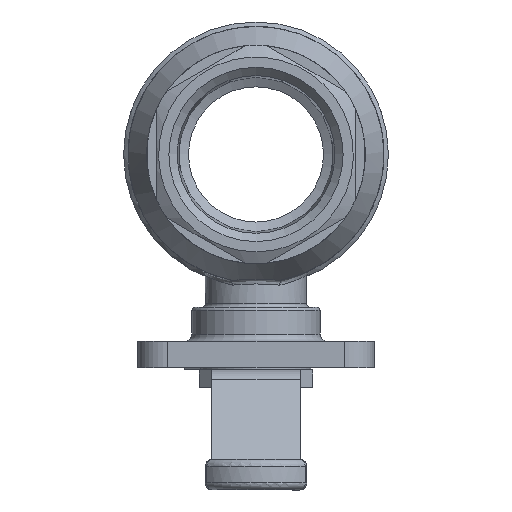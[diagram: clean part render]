
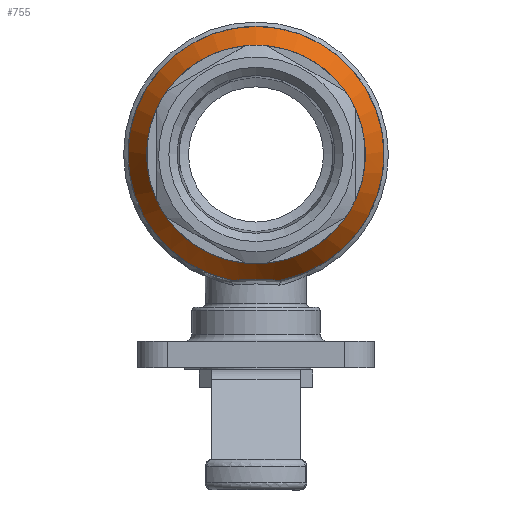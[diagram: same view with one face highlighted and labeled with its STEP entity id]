
A CAD part, left-side view. The second image highlights one B-rep face of the part: STEP entity #755.
In plain terms, the highlighted conical face has half-angle 30 degrees and reference radius 30.75 mm.
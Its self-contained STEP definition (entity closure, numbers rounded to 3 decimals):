
#755=ADVANCED_FACE('',(#1599,#1600),#1601,.T.);
#1599=FACE_OUTER_BOUND('',#2994,.T.);
#1600=FACE_BOUND('',#2995,.T.);
#1601=CONICAL_SURFACE('',#2996,30.75,0.524);
#2994=EDGE_LOOP('',(#4993,#4994,#4995,#4996));
#2995=EDGE_LOOP('',(#4997));
#2996=AXIS2_PLACEMENT_3D('',#4998,#4999,#5000);
#4993=ORIENTED_EDGE('',*,*,#7820,.T.);
#4994=ORIENTED_EDGE('',*,*,#7818,.T.);
#4995=ORIENTED_EDGE('',*,*,#7821,.T.);
#4996=ORIENTED_EDGE('',*,*,#7822,.F.);
#4997=ORIENTED_EDGE('',*,*,#7823,.T.);
#4998=CARTESIAN_POINT('',(-22.593,0.0,0.0));
#4999=DIRECTION('',(1.0,-0.0,0.0));
#5000=DIRECTION('',(0.0,0.0,-1.0));
#7818=EDGE_CURVE('',#8950,#8952,#8954,.T.);
#7820=EDGE_CURVE('',#8956,#8950,#8957,.T.);
#7821=EDGE_CURVE('',#8952,#8958,#8959,.F.);
#7822=EDGE_CURVE('',#8956,#8958,#8960,.T.);
#7823=EDGE_CURVE('',#8961,#8961,#8962,.T.);
#8950=VERTEX_POINT('',#10753);
#8952=VERTEX_POINT('',#10762);
#8954=B_SPLINE_CURVE_WITH_KNOTS('',3,(#10771,#10772,#10773,#10774,#10775,#10776,#10777,#10778,#10779,#10780,#10781,#10782,#10783,#10784),.UNSPECIFIED.,.F.,.F.,(4,2,2,2,2,2,4),(0.0,0.004,0.006,0.007,0.011,0.013,0.015),.UNSPECIFIED.);
#8956=VERTEX_POINT('',#10786);
#8957=B_SPLINE_CURVE_WITH_KNOTS('',3,(#10787,#10788,#10789,#10790,#10791,#10792,#10793,#10794),.UNSPECIFIED.,.F.,.F.,(4,2,2,4),(0.,0.,0.001,0.001),.UNSPECIFIED.);
#8958=VERTEX_POINT('',#10795);
#8959=B_SPLINE_CURVE_WITH_KNOTS('',3,(#10796,#10797,#10798,#10799,#10800,#10801,#10802,#10803),.UNSPECIFIED.,.F.,.F.,(4,2,2,4),(0.,0.,0.001,0.001),.UNSPECIFIED.);
#8960=CIRCLE('',#10804,36.0);
#8961=VERTEX_POINT('',#10805);
#8962=CIRCLE('',#10806,30.75);
#10753=CARTESIAN_POINT('',(-13.237,-6.99,35.47));
#10762=CARTESIAN_POINT('',(-13.237,6.99,35.47));
#10771=CARTESIAN_POINT('',(-13.237,-6.99,35.47));
#10772=CARTESIAN_POINT('',(-13.812,-5.916,35.343));
#10773=CARTESIAN_POINT('',(-14.249,-4.792,35.263));
#10774=CARTESIAN_POINT('',(-14.696,-3.033,35.184));
#10775=CARTESIAN_POINT('',(-14.81,-2.432,35.165));
#10776=CARTESIAN_POINT('',(-14.962,-1.219,35.14));
#10777=CARTESIAN_POINT('',(-15.,-0.608,35.134));
#10778=CARTESIAN_POINT('',(-15.,1.225,35.134));
#10779=CARTESIAN_POINT('',(-14.849,2.422,35.157));
#10780=CARTESIAN_POINT('',(-14.405,4.181,35.235));
#10781=CARTESIAN_POINT('',(-14.219,4.765,35.269));
#10782=CARTESIAN_POINT('',(-13.778,5.9,35.355));
#10783=CARTESIAN_POINT('',(-13.524,6.453,35.407));
#10784=CARTESIAN_POINT('',(-13.237,6.99,35.47));
#10786=CARTESIAN_POINT('',(-13.5,-7.788,35.148));
#10787=CARTESIAN_POINT('',(-13.5,-7.788,35.148));
#10788=CARTESIAN_POINT('',(-13.5,-7.635,35.181));
#10789=CARTESIAN_POINT('',(-13.49,-7.482,35.22));
#10790=CARTESIAN_POINT('',(-13.438,-7.267,35.296));
#10791=CARTESIAN_POINT('',(-13.414,-7.197,35.324));
#10792=CARTESIAN_POINT('',(-13.344,-7.073,35.39));
#10793=CARTESIAN_POINT('',(-13.297,-7.02,35.428));
#10794=CARTESIAN_POINT('',(-13.237,-6.99,35.47));
#10795=CARTESIAN_POINT('',(-13.5,7.788,35.148));
#10796=CARTESIAN_POINT('',(-13.5,7.788,35.148));
#10797=CARTESIAN_POINT('',(-13.5,7.635,35.181));
#10798=CARTESIAN_POINT('',(-13.49,7.482,35.22));
#10799=CARTESIAN_POINT('',(-13.438,7.267,35.296));
#10800=CARTESIAN_POINT('',(-13.414,7.197,35.324));
#10801=CARTESIAN_POINT('',(-13.344,7.073,35.39));
#10802=CARTESIAN_POINT('',(-13.297,7.02,35.428));
#10803=CARTESIAN_POINT('',(-13.237,6.99,35.47));
#10804=AXIS2_PLACEMENT_3D('',#13613,#13614,#13615);
#10805=CARTESIAN_POINT('',(-22.593,0.0,-30.75));
#10806=AXIS2_PLACEMENT_3D('',#13616,#13617,#13618);
#13613=CARTESIAN_POINT('',(-13.5,0.0,0.0));
#13614=DIRECTION('',(1.0,0.0,0.0));
#13615=DIRECTION('',(0.0,0.0,-1.0));
#13616=CARTESIAN_POINT('',(-22.593,0.0,0.0));
#13617=DIRECTION('',(1.0,0.0,0.0));
#13618=DIRECTION('',(0.0,0.0,-1.0));
